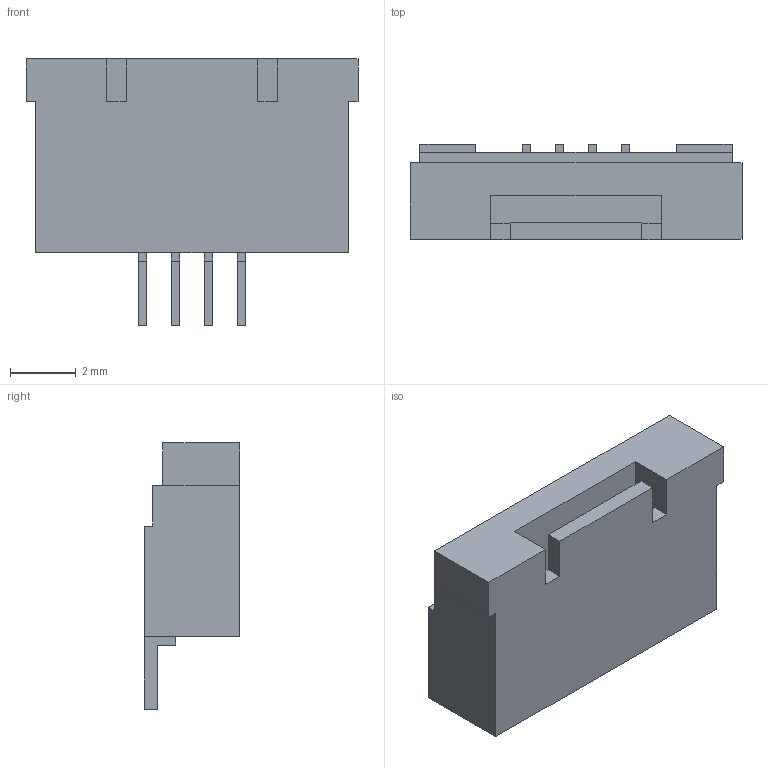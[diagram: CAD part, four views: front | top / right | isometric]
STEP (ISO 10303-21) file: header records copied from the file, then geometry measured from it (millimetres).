
FILE_DESCRIPTION(/* description */ (''),/* implementation_level */ '2;1');
FILE_NAME(/* name */ '5532-04-10.stp',/* time_stamp */ '2017-06-20T14:34:37+02:00',/* author */ ('Andreas.Larin'),/* organization */ (''),/* preprocessor_version */ 'ST-DEVELOPER v15.6',/* originating_system */ 'Autodesk Inventor 2015',/* authorisation */ '');
FILE_SCHEMA (('AUTOMOTIVE_DESIGN { 1 0 10303 214 3 1 1 }'));
Length unit declared in the file: millimetre
Products named in the file (1): 5532-04-10
Bounding box: 10.1 x 2.9 x 8.1 mm (x, y, z)
Volume: 136.5 mm3; surface area: 251.1 mm2
Topology: 1 solids, 1 shells, 60 faces, 164 edges, 106 vertices
Faces by surface type: plane 60
Entity records: 1913 total; most frequent: CARTESIAN_POINT 331, ORIENTED_EDGE 328, DIRECTION 286, LINE 164, VECTOR 164, EDGE_CURVE 164, VERTEX_POINT 106, AXIS2_PLACEMENT_3D 61
